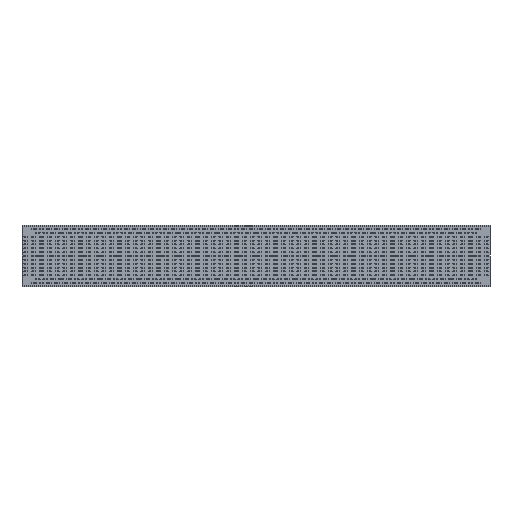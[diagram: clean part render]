
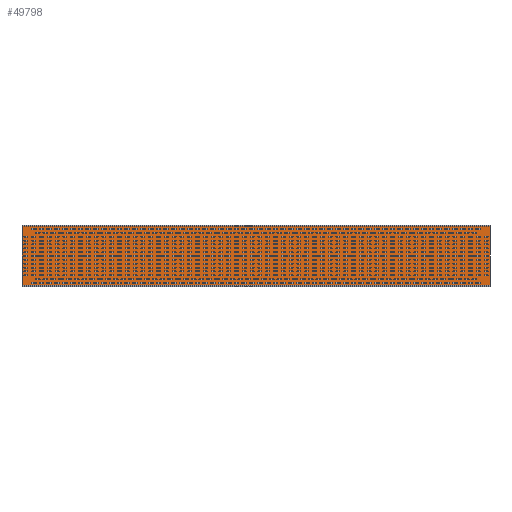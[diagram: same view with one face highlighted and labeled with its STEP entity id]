
A CAD part, top view. The second image highlights one B-rep face of the part: STEP entity #49798.
In plain terms, the highlighted planar face has unit normal (0, 0, 1).
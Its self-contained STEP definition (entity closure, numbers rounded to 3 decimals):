
#10444=FACE_OUTER_BOUND('',#12560,.T.);
#12560=EDGE_LOOP('',(#39520,#39521,#39522,#39523));
#14655=LINE('',#74801,#18763);
#14681=LINE('',#74897,#18789);
#14686=LINE('',#74910,#18794);
#14692=LINE('',#74933,#18800);
#18763=VECTOR('',#58175,1.);
#18789=VECTOR('',#58271,1.);
#18794=VECTOR('',#58284,1.);
#18800=VECTOR('',#58312,1.);
#22875=VERTEX_POINT('',#74798);
#22876=VERTEX_POINT('',#74800);
#22911=VERTEX_POINT('',#74895);
#22915=VERTEX_POINT('',#74909);
#31088=EDGE_CURVE('',#22876,#22875,#14655,.T.);
#31137=EDGE_CURVE('',#22911,#22875,#14681,.F.);
#31143=EDGE_CURVE('',#22915,#22876,#14686,.T.);
#31155=EDGE_CURVE('',#22915,#22911,#14692,.T.);
#39520=ORIENTED_EDGE('',*,*,#31137,.F.);
#39521=ORIENTED_EDGE('',*,*,#31155,.F.);
#39522=ORIENTED_EDGE('',*,*,#31143,.T.);
#39523=ORIENTED_EDGE('',*,*,#31088,.T.);
#47682=PLANE('',#51956);
#49798=ADVANCED_FACE('',(#10444),#47682,.T.);
#51956=AXIS2_PLACEMENT_3D('',#74969,#58356,#58357);
#58175=DIRECTION('',(0.,1.,0.));
#58271=DIRECTION('',(-1.,0.,0.));
#58284=DIRECTION('',(1.,0.,0.));
#58312=DIRECTION('',(0.,1.,0.));
#58356=DIRECTION('center_axis',(0.,0.,1.));
#58357=DIRECTION('ref_axis',(1.,0.,0.));
#74798=CARTESIAN_POINT('',(3295.479,326.827,-23.));
#74800=CARTESIAN_POINT('',(3295.479,-65.173,-23.));
#74801=CARTESIAN_POINT('',(3295.479,130.827,-23.));
#74895=CARTESIAN_POINT('',(265.479,326.827,-23.));
#74897=CARTESIAN_POINT('',(1780.479,326.827,-23.));
#74909=CARTESIAN_POINT('',(265.479,-65.173,-23.));
#74910=CARTESIAN_POINT('',(1780.479,-65.173,-23.));
#74933=CARTESIAN_POINT('',(265.479,130.827,-23.));
#74969=CARTESIAN_POINT('Origin',(1780.479,130.827,-23.));
